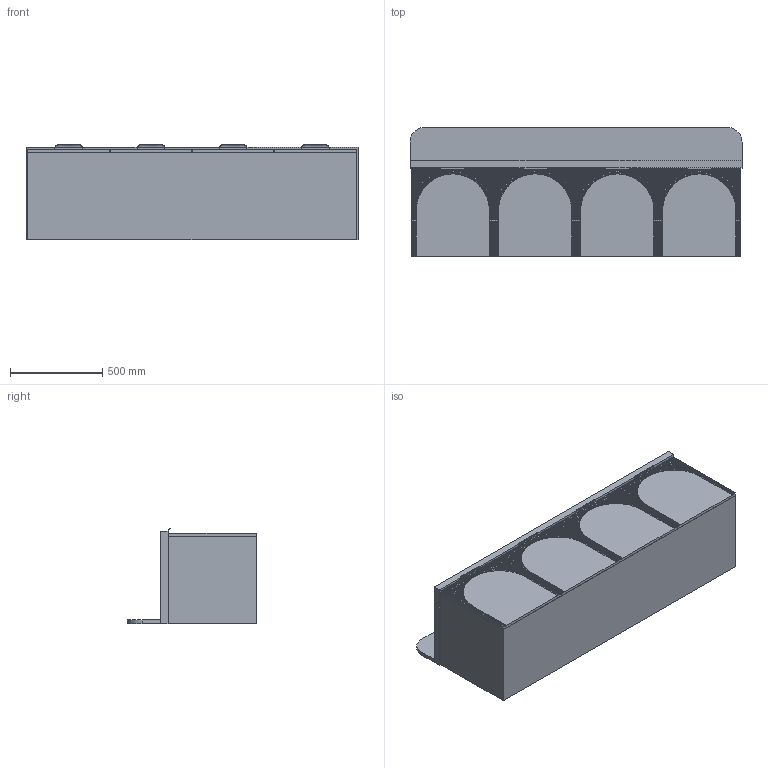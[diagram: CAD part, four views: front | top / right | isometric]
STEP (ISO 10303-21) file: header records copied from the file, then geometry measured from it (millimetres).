
FILE_DESCRIPTION (( 'STEP AP214' ), '1' );
FILE_NAME ('1800 Archie Centre (ALL DOOR).STEP', '2022-02-16T04:10:06', ( '' ), ( '' ), 'SwSTEP 2.0', 'SolidWorks 2021', '' );
FILE_SCHEMA (( 'AUTOMOTIVE_DESIGN' ));
Length unit declared in the file: millimetre
Products named in the file (4): Carlisle; Arch Panel; 1800 Carcass Centre; 1800 Archie Centre (ALL DOOR)
Assembly tree (9 placements, depth 2):
  1800 Archie Centre (ALL DOOR)
    1800 Carcass Centre
    Arch Panel  x4
    Carlisle  x4
Bounding box: 1800 x 700 x 515.21 mm (x, y, z)
Volume: 109566401.2 mm3; surface area: 11029385.6 mm2
Topology: 11 solids, 11 shells, 901 faces, 2258 edges, 1380 vertices
Faces by surface type: plane 671, cone 176, bspline 40, cylinder 14
Entity records: 8120 total; most frequent: CARTESIAN_POINT 2160, ORIENTED_EDGE 1246, DIRECTION 1119, EDGE_CURVE 623, VECTOR 411, LINE 411, VERTEX_POINT 384, AXIS2_PLACEMENT_3D 354
